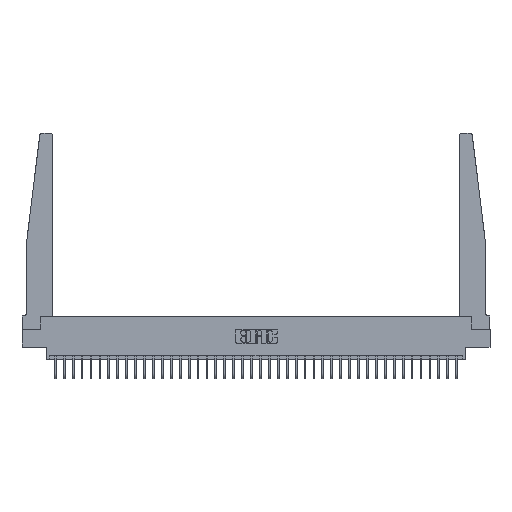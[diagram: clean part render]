
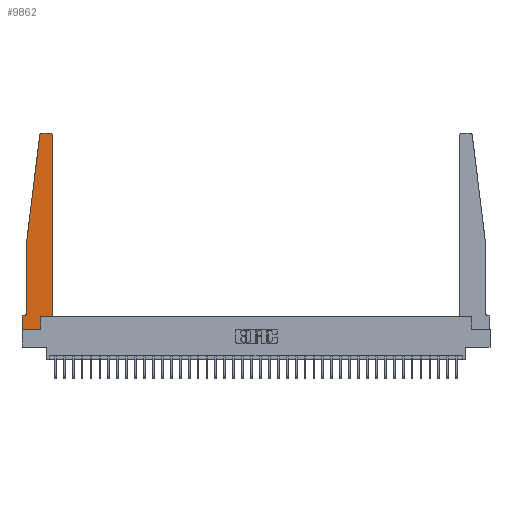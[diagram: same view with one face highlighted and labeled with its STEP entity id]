
A CAD part, top view. The second image highlights one B-rep face of the part: STEP entity #9862.
In plain terms, the highlighted planar face has unit normal (0, 0, 1).
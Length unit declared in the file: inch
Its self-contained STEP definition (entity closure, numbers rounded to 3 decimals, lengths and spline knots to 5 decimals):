
#901 = DIRECTION ( 'NONE',  ( 0., -1., 0. ) ) ;
#2044 = DIRECTION ( 'NONE',  ( -1., 0., 0. ) ) ;
#2998 = AXIS2_PLACEMENT_3D ( 'NONE', #3536, #32074, #35056 ) ;
#3146 = VECTOR ( 'NONE', #7359, 39.37008 ) ;
#3160 = CARTESIAN_POINT ( 'NONE',  ( 0.015, 0.1875, 0.37 ) ) ;
#3229 = EDGE_CURVE ( 'NONE', #19085, #23468, #20388, .T. ) ;
#3536 = CARTESIAN_POINT ( 'NONE',  ( 0.015, 0.2375, 0.37 ) ) ;
#3643 = EDGE_CURVE ( 'NONE', #17353, #18461, #10568, .T. ) ;
#4181 = LINE ( 'NONE', #10096, #23014 ) ;
#5404 = DIRECTION ( 'NONE',  ( 1., 0., 0. ) ) ;
#5851 = DIRECTION ( 'NONE',  ( 1., 0., 0. ) ) ;
#6817 = AXIS2_PLACEMENT_3D ( 'NONE', #10465, #33276, #13784 ) ;
#7201 = ORIENTED_EDGE ( 'NONE', *, *, #17406, .T. ) ;
#7359 = DIRECTION ( 'NONE',  ( 0., 1., 0. ) ) ;
#8116 = ORIENTED_EDGE ( 'NONE', *, *, #9448, .T. ) ;
#8615 = LINE ( 'NONE', #8984, #21316 ) ;
#8984 = CARTESIAN_POINT ( 'NONE',  ( 0., 0., 0.37 ) ) ;
#9116 = EDGE_CURVE ( 'NONE', #23497, #23109, #26067, .T. ) ;
#9209 = LINE ( 'NONE', #20327, #28929 ) ;
#9235 = LINE ( 'NONE', #27167, #34462 ) ;
#9448 = EDGE_CURVE ( 'NONE', #33066, #29096, #31055, .T. ) ;
#9517 = CARTESIAN_POINT ( 'NONE',  ( 0.395, 2.75, 0.37 ) ) ;
#9753 = DIRECTION ( 'NONE',  ( 0., 1., 0. ) ) ;
#9862 = ADVANCED_FACE ( 'NONE', ( #30971 ), #22628, .T. ) ;
#9984 = ORIENTED_EDGE ( 'NONE', *, *, #23035, .T. ) ;
#10063 = DIRECTION ( 'NONE',  ( 1., 0., 0. ) ) ;
#10096 = CARTESIAN_POINT ( 'NONE',  ( 0.065, 1.25, 0.37 ) ) ;
#10465 = CARTESIAN_POINT ( 'NONE',  ( 0.27653, 2.72, 0.37 ) ) ;
#10568 = LINE ( 'NONE', #27443, #32384 ) ;
#10637 = ORIENTED_EDGE ( 'NONE', *, *, #9116, .T. ) ;
#10724 = LINE ( 'NONE', #22025, #21207 ) ;
#11774 = ORIENTED_EDGE ( 'NONE', *, *, #22624, .T. ) ;
#11993 = ORIENTED_EDGE ( 'NONE', *, *, #16404, .T. ) ;
#12111 = CARTESIAN_POINT ( 'NONE',  ( 0., 0., 0.37 ) ) ;
#12894 = EDGE_CURVE ( 'NONE', #18461, #18746, #32417, .T. ) ;
#13108 = CARTESIAN_POINT ( 'NONE',  ( 0.27653, 2.75, 0.37 ) ) ;
#13223 = EDGE_CURVE ( 'NONE', #25535, #23497, #9209, .T. ) ;
#13396 = CARTESIAN_POINT ( 'NONE',  ( 0.395, 2.72, 0.37 ) ) ;
#13763 = ORIENTED_EDGE ( 'NONE', *, *, #13223, .T. ) ;
#13784 = DIRECTION ( 'NONE',  ( 1., 0., 0. ) ) ;
#13916 = AXIS2_PLACEMENT_3D ( 'NONE', #13927, #30799, #5404 ) ;
#13927 = CARTESIAN_POINT ( 'NONE',  ( 0., 0.1875, 0.37 ) ) ;
#14618 = DIRECTION ( 'NONE',  ( -1., 0., 0. ) ) ;
#14694 = EDGE_CURVE ( 'NONE', #36299, #22596, #10724, .T. ) ;
#14701 = VECTOR ( 'NONE', #901, 39.37008 ) ;
#16404 = EDGE_CURVE ( 'NONE', #18746, #25535, #8615, .T. ) ;
#17353 = VERTEX_POINT ( 'NONE', #3160 ) ;
#17406 = EDGE_CURVE ( 'NONE', #22596, #17353, #26700, .T. ) ;
#17530 = CARTESIAN_POINT ( 'NONE',  ( 0.425, 0.18, 0.37 ) ) ;
#18461 = VERTEX_POINT ( 'NONE', #19374 ) ;
#18702 = DIRECTION ( 'NONE',  ( 0., -1., 0. ) ) ;
#18746 = VERTEX_POINT ( 'NONE', #12111 ) ;
#19031 = ORIENTED_EDGE ( 'NONE', *, *, #19618, .T. ) ;
#19085 = VERTEX_POINT ( 'NONE', #35065 ) ;
#19374 = CARTESIAN_POINT ( 'NONE',  ( 0., 0.1875, 0.37 ) ) ;
#19618 = EDGE_CURVE ( 'NONE', #23468, #33066, #9235, .T. ) ;
#20327 = CARTESIAN_POINT ( 'NONE',  ( 0.2605, 0.18, 0.37 ) ) ;
#20377 = CARTESIAN_POINT ( 'NONE',  ( 0., 0., 0.37 ) ) ;
#20388 = CIRCLE ( 'NONE', #21602, 0.03 ) ;
#20991 = ORIENTED_EDGE ( 'NONE', *, *, #3229, .T. ) ;
#21207 = VECTOR ( 'NONE', #18702, 39.37008 ) ;
#21316 = VECTOR ( 'NONE', #31415, 39.37008 ) ;
#21548 = CARTESIAN_POINT ( 'NONE',  ( 0.2605, 0.18, 0.37 ) ) ;
#21550 = DIRECTION ( 'NONE',  ( 0., 0., 1. ) ) ;
#21602 = AXIS2_PLACEMENT_3D ( 'NONE', #13396, #21550, #10063 ) ;
#22025 = CARTESIAN_POINT ( 'NONE',  ( 0.065, 1.25, 0.37 ) ) ;
#22596 = VERTEX_POINT ( 'NONE', #27209 ) ;
#22624 = EDGE_CURVE ( 'NONE', #23109, #19085, #34880, .T. ) ;
#22628 = PLANE ( 'NONE',  #13916 ) ;
#22640 = ORIENTED_EDGE ( 'NONE', *, *, #14694, .T. ) ;
#23014 = VECTOR ( 'NONE', #35320, 39.37008 ) ;
#23035 = EDGE_CURVE ( 'NONE', #29096, #36299, #4181, .T. ) ;
#23109 = VERTEX_POINT ( 'NONE', #24750 ) ;
#23143 = CARTESIAN_POINT ( 'NONE',  ( 0.2605, 0., 0.37 ) ) ;
#23339 = ORIENTED_EDGE ( 'NONE', *, *, #12894, .T. ) ;
#23468 = VERTEX_POINT ( 'NONE', #9517 ) ;
#23497 = VERTEX_POINT ( 'NONE', #21548 ) ;
#23658 = CARTESIAN_POINT ( 'NONE',  ( 0.065, 1.25, 0.37 ) ) ;
#24750 = CARTESIAN_POINT ( 'NONE',  ( 0.425, 0.18, 0.37 ) ) ;
#25535 = VERTEX_POINT ( 'NONE', #23143 ) ;
#25537 = ORIENTED_EDGE ( 'NONE', *, *, #3643, .T. ) ;
#26067 = LINE ( 'NONE', #17530, #36419 ) ;
#26168 = CARTESIAN_POINT ( 'NONE',  ( 0.425, 0.18, 0.37 ) ) ;
#26700 = CIRCLE ( 'NONE', #2998, 0.05 ) ;
#27167 = CARTESIAN_POINT ( 'NONE',  ( 0.25, 2.75, 0.37 ) ) ;
#27209 = CARTESIAN_POINT ( 'NONE',  ( 0.065, 0.2375, 0.37 ) ) ;
#27443 = CARTESIAN_POINT ( 'NONE',  ( 0.065, 0.1875, 0.37 ) ) ;
#28929 = VECTOR ( 'NONE', #9753, 39.37008 ) ;
#29096 = VERTEX_POINT ( 'NONE', #36061 ) ;
#30799 = DIRECTION ( 'NONE',  ( 0., 0., 1. ) ) ;
#30971 = FACE_OUTER_BOUND ( 'NONE', #34125, .T. ) ;
#31055 = CIRCLE ( 'NONE', #6817, 0.03 ) ;
#31415 = DIRECTION ( 'NONE',  ( 1., 0., 0. ) ) ;
#32074 = DIRECTION ( 'NONE',  ( 0., 0., -1. ) ) ;
#32384 = VECTOR ( 'NONE', #2044, 39.37008 ) ;
#32417 = LINE ( 'NONE', #20377, #14701 ) ;
#33066 = VERTEX_POINT ( 'NONE', #13108 ) ;
#33276 = DIRECTION ( 'NONE',  ( 0., 0., 1. ) ) ;
#34125 = EDGE_LOOP ( 'NONE', ( #19031, #8116, #9984, #22640, #7201, #25537, #23339, #11993, #13763, #10637, #11774, #20991 ) ) ;
#34462 = VECTOR ( 'NONE', #14618, 39.37008 ) ;
#34880 = LINE ( 'NONE', #26168, #3146 ) ;
#35056 = DIRECTION ( 'NONE',  ( -1., 0., 0. ) ) ;
#35065 = CARTESIAN_POINT ( 'NONE',  ( 0.425, 2.72, 0.37 ) ) ;
#35320 = DIRECTION ( 'NONE',  ( -0.122, -0.992, 0. ) ) ;
#36061 = CARTESIAN_POINT ( 'NONE',  ( 0.24675, 2.72367, 0.37 ) ) ;
#36299 = VERTEX_POINT ( 'NONE', #23658 ) ;
#36419 = VECTOR ( 'NONE', #5851, 39.37008 ) ;
